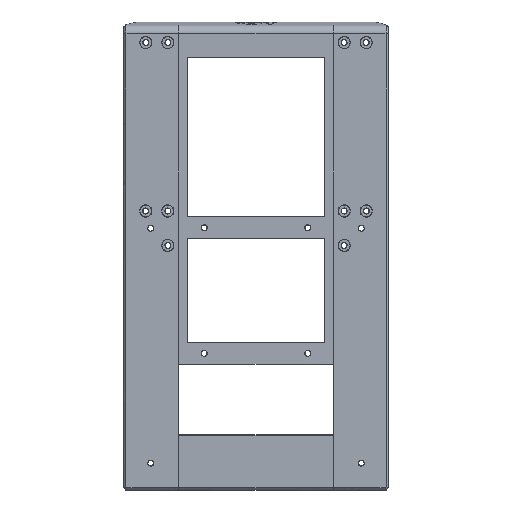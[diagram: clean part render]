
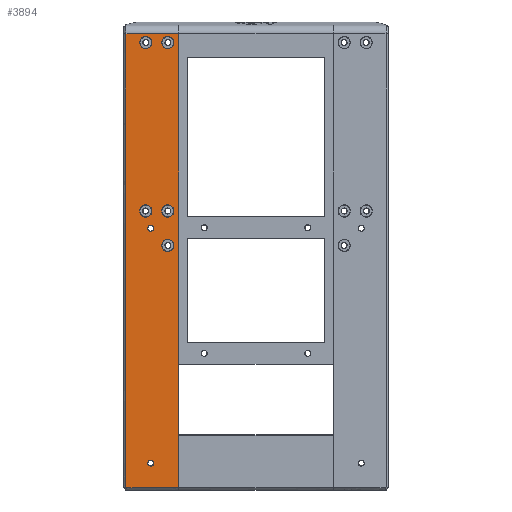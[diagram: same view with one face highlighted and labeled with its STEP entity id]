
A CAD part, top view. The second image highlights one B-rep face of the part: STEP entity #3894.
In plain terms, the highlighted planar face has unit normal (0, 0, 1).
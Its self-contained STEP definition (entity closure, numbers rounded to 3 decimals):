
#3676=CARTESIAN_POINT('',(1451.241,172.,200.344));
#3677=DIRECTION('',(0.,0.,-1.));
#3678=DIRECTION('',(-1.,0.,-0.));
#3679=AXIS2_PLACEMENT_3D('',#3676,#3677,#3678);
#3680=PLANE('',#3679);
#3681=CARTESIAN_POINT('',(1446.216,319.237,200.344));
#3682=VERTEX_POINT('',#3681);
#3683=CARTESIAN_POINT('',(1451.766,319.237,200.344));
#3684=VERTEX_POINT('',#3683);
#3685=CARTESIAN_POINT('',(1448.991,319.237,200.344));
#3686=DIRECTION('',(0.,0.,-1.));
#3687=DIRECTION('',(-1.,0.,-0.));
#3688=AXIS2_PLACEMENT_3D('',#3685,#3686,#3687);
#3689=CIRCLE('',#3688,2.775);
#3690=EDGE_CURVE('',#3682,#3684,#3689,.T.);
#3691=ORIENTED_EDGE('',*,*,#3690,.T.);
#3692=CARTESIAN_POINT('',(1448.991,319.237,200.344));
#3693=DIRECTION('',(0.,0.,-1.));
#3694=DIRECTION('',(-1.,0.,-0.));
#3695=AXIS2_PLACEMENT_3D('',#3692,#3693,#3694);
#3696=CIRCLE('',#3695,2.775);
#3697=EDGE_CURVE('',#3684,#3682,#3696,.T.);
#3698=ORIENTED_EDGE('',*,*,#3697,.T.);
#3699=EDGE_LOOP('',(#3691,#3698));
#3700=FACE_BOUND('',#3699,.T.);
#3701=CARTESIAN_POINT('',(1436.216,319.237,200.344));
#3702=VERTEX_POINT('',#3701);
#3703=CARTESIAN_POINT('',(1441.766,319.237,200.344));
#3704=VERTEX_POINT('',#3703);
#3705=CARTESIAN_POINT('',(1438.991,319.237,200.344));
#3706=DIRECTION('',(0.,0.,-1.));
#3707=DIRECTION('',(-1.,0.,-0.));
#3708=AXIS2_PLACEMENT_3D('',#3705,#3706,#3707);
#3709=CIRCLE('',#3708,2.775);
#3710=EDGE_CURVE('',#3702,#3704,#3709,.T.);
#3711=ORIENTED_EDGE('',*,*,#3710,.T.);
#3712=CARTESIAN_POINT('',(1438.991,319.237,200.344));
#3713=DIRECTION('',(0.,0.,-1.));
#3714=DIRECTION('',(-1.,0.,-0.));
#3715=AXIS2_PLACEMENT_3D('',#3712,#3713,#3714);
#3716=CIRCLE('',#3715,2.775);
#3717=EDGE_CURVE('',#3704,#3702,#3716,.T.);
#3718=ORIENTED_EDGE('',*,*,#3717,.T.);
#3719=EDGE_LOOP('',(#3711,#3718));
#3720=FACE_BOUND('',#3719,.T.);
#3721=CARTESIAN_POINT('',(1446.216,227.183,200.344));
#3722=VERTEX_POINT('',#3721);
#3723=CARTESIAN_POINT('',(1451.766,227.183,200.344));
#3724=VERTEX_POINT('',#3723);
#3725=CARTESIAN_POINT('',(1448.991,227.183,200.344));
#3726=DIRECTION('',(0.,0.,-1.));
#3727=DIRECTION('',(-1.,0.,-0.));
#3728=AXIS2_PLACEMENT_3D('',#3725,#3726,#3727);
#3729=CIRCLE('',#3728,2.775);
#3730=EDGE_CURVE('',#3722,#3724,#3729,.T.);
#3731=ORIENTED_EDGE('',*,*,#3730,.T.);
#3732=CARTESIAN_POINT('',(1448.991,227.183,200.344));
#3733=DIRECTION('',(0.,0.,-1.));
#3734=DIRECTION('',(-1.,0.,-0.));
#3735=AXIS2_PLACEMENT_3D('',#3732,#3733,#3734);
#3736=CIRCLE('',#3735,2.775);
#3737=EDGE_CURVE('',#3724,#3722,#3736,.T.);
#3738=ORIENTED_EDGE('',*,*,#3737,.T.);
#3739=EDGE_LOOP('',(#3731,#3738));
#3740=FACE_BOUND('',#3739,.T.);
#3741=CARTESIAN_POINT('',(1436.216,242.794,200.344));
#3742=VERTEX_POINT('',#3741);
#3743=CARTESIAN_POINT('',(1441.766,242.794,200.344));
#3744=VERTEX_POINT('',#3743);
#3745=CARTESIAN_POINT('',(1438.991,242.794,200.344));
#3746=DIRECTION('',(0.,0.,-1.));
#3747=DIRECTION('',(-1.,0.,-0.));
#3748=AXIS2_PLACEMENT_3D('',#3745,#3746,#3747);
#3749=CIRCLE('',#3748,2.775);
#3750=EDGE_CURVE('',#3742,#3744,#3749,.T.);
#3751=ORIENTED_EDGE('',*,*,#3750,.T.);
#3752=CARTESIAN_POINT('',(1438.991,242.794,200.344));
#3753=DIRECTION('',(0.,0.,-1.));
#3754=DIRECTION('',(-1.,0.,-0.));
#3755=AXIS2_PLACEMENT_3D('',#3752,#3753,#3754);
#3756=CIRCLE('',#3755,2.775);
#3757=EDGE_CURVE('',#3744,#3742,#3756,.T.);
#3758=ORIENTED_EDGE('',*,*,#3757,.T.);
#3759=EDGE_LOOP('',(#3751,#3758));
#3760=FACE_BOUND('',#3759,.T.);
#3761=CARTESIAN_POINT('',(1446.216,242.794,200.344));
#3762=VERTEX_POINT('',#3761);
#3763=CARTESIAN_POINT('',(1451.766,242.794,200.344));
#3764=VERTEX_POINT('',#3763);
#3765=CARTESIAN_POINT('',(1448.991,242.794,200.344));
#3766=DIRECTION('',(0.,0.,-1.));
#3767=DIRECTION('',(-1.,0.,-0.));
#3768=AXIS2_PLACEMENT_3D('',#3765,#3766,#3767);
#3769=CIRCLE('',#3768,2.775);
#3770=EDGE_CURVE('',#3762,#3764,#3769,.T.);
#3771=ORIENTED_EDGE('',*,*,#3770,.T.);
#3772=CARTESIAN_POINT('',(1448.991,242.794,200.344));
#3773=DIRECTION('',(0.,0.,-1.));
#3774=DIRECTION('',(-1.,0.,-0.));
#3775=AXIS2_PLACEMENT_3D('',#3772,#3773,#3774);
#3776=CIRCLE('',#3775,2.775);
#3777=EDGE_CURVE('',#3764,#3762,#3776,.T.);
#3778=ORIENTED_EDGE('',*,*,#3777,.T.);
#3779=EDGE_LOOP('',(#3771,#3778));
#3780=FACE_BOUND('',#3779,.T.);
#3781=CARTESIAN_POINT('',(1439.837,234.961,200.344));
#3782=VERTEX_POINT('',#3781);
#3783=CARTESIAN_POINT('',(1442.587,234.961,200.344));
#3784=VERTEX_POINT('',#3783);
#3785=CARTESIAN_POINT('',(1441.212,234.961,200.344));
#3786=DIRECTION('',(0.,0.,-1.));
#3787=DIRECTION('',(-1.,0.,-0.));
#3788=AXIS2_PLACEMENT_3D('',#3785,#3786,#3787);
#3789=CIRCLE('',#3788,1.375);
#3790=EDGE_CURVE('',#3782,#3784,#3789,.T.);
#3791=ORIENTED_EDGE('',*,*,#3790,.T.);
#3792=CARTESIAN_POINT('',(1441.212,234.961,200.344));
#3793=DIRECTION('',(0.,0.,-1.));
#3794=DIRECTION('',(-1.,0.,-0.));
#3795=AXIS2_PLACEMENT_3D('',#3792,#3793,#3794);
#3796=CIRCLE('',#3795,1.375);
#3797=EDGE_CURVE('',#3784,#3782,#3796,.T.);
#3798=ORIENTED_EDGE('',*,*,#3797,.T.);
#3799=EDGE_LOOP('',(#3791,#3798));
#3800=FACE_BOUND('',#3799,.T.);
#3801=CARTESIAN_POINT('',(1439.837,128.404,200.344));
#3802=VERTEX_POINT('',#3801);
#3803=CARTESIAN_POINT('',(1442.587,128.404,200.344));
#3804=VERTEX_POINT('',#3803);
#3805=CARTESIAN_POINT('',(1441.212,128.404,200.344));
#3806=DIRECTION('',(0.,0.,-1.));
#3807=DIRECTION('',(-1.,0.,-0.));
#3808=AXIS2_PLACEMENT_3D('',#3805,#3806,#3807);
#3809=CIRCLE('',#3808,1.375);
#3810=EDGE_CURVE('',#3802,#3804,#3809,.T.);
#3811=ORIENTED_EDGE('',*,*,#3810,.T.);
#3812=CARTESIAN_POINT('',(1441.212,128.404,200.344));
#3813=DIRECTION('',(0.,0.,-1.));
#3814=DIRECTION('',(-1.,0.,-0.));
#3815=AXIS2_PLACEMENT_3D('',#3812,#3813,#3814);
#3816=CIRCLE('',#3815,1.375);
#3817=EDGE_CURVE('',#3804,#3802,#3816,.T.);
#3818=ORIENTED_EDGE('',*,*,#3817,.T.);
#3819=EDGE_LOOP('',(#3811,#3818));
#3820=FACE_BOUND('',#3819,.T.);
#3821=CARTESIAN_POINT('',(1453.891,141.083,200.344));
#3822=VERTEX_POINT('',#3821);
#3823=CARTESIAN_POINT('',(1453.891,173.283,200.344));
#3824=VERTEX_POINT('',#3823);
#3825=CARTESIAN_POINT('',(1453.891,141.083,200.344));
#3826=DIRECTION('',(0.,1.,0.));
#3827=VECTOR('',#3826,32.2);
#3828=LINE('',#3825,#3827);
#3829=EDGE_CURVE('',#3822,#3824,#3828,.T.);
#3830=ORIENTED_EDGE('',*,*,#3829,.T.);
#3831=CARTESIAN_POINT('',(1453.991,173.283,200.344));
#3832=VERTEX_POINT('',#3831);
#3833=CARTESIAN_POINT('',(1453.891,173.283,200.344));
#3834=DIRECTION('',(1.,-0.,0.));
#3835=VECTOR('',#3834,0.1);
#3836=LINE('',#3833,#3835);
#3837=EDGE_CURVE('',#3824,#3832,#3836,.T.);
#3838=ORIENTED_EDGE('',*,*,#3837,.T.);
#3839=CARTESIAN_POINT('',(1453.991,323.175,200.344));
#3840=VERTEX_POINT('',#3839);
#3841=CARTESIAN_POINT('',(1453.991,173.283,200.344));
#3842=DIRECTION('',(0.,1.,0.));
#3843=VECTOR('',#3842,149.893);
#3844=LINE('',#3841,#3843);
#3845=EDGE_CURVE('',#3832,#3840,#3844,.T.);
#3846=ORIENTED_EDGE('',*,*,#3845,.T.);
#3847=CARTESIAN_POINT('',(1429.991,323.175,200.344));
#3848=VERTEX_POINT('',#3847);
#3849=CARTESIAN_POINT('',(1453.991,323.175,200.344));
#3850=DIRECTION('',(-1.,0.,-0.));
#3851=VECTOR('',#3850,24.);
#3852=LINE('',#3849,#3851);
#3853=EDGE_CURVE('',#3840,#3848,#3852,.T.);
#3854=ORIENTED_EDGE('',*,*,#3853,.T.);
#3855=CARTESIAN_POINT('',(1429.991,117.597,200.344));
#3856=VERTEX_POINT('',#3855);
#3857=CARTESIAN_POINT('',(1429.991,323.175,200.344));
#3858=DIRECTION('',(-0.,-1.,-0.));
#3859=VECTOR('',#3858,205.578);
#3860=LINE('',#3857,#3859);
#3861=EDGE_CURVE('',#3848,#3856,#3860,.T.);
#3862=ORIENTED_EDGE('',*,*,#3861,.T.);
#3863=CARTESIAN_POINT('',(1430.405,117.183,200.344));
#3864=VERTEX_POINT('',#3863);
#3865=CARTESIAN_POINT('',(1429.991,117.597,200.344));
#3866=CARTESIAN_POINT('',(1430.405,117.183,200.344));
#3867=B_SPLINE_CURVE_WITH_KNOTS('',1,(#3865,#3866),.UNSPECIFIED.,.F.,.F.,(2,2),(0.,1.),.UNSPECIFIED.);
#3868=EDGE_CURVE('',#3856,#3864,#3867,.T.);
#3869=ORIENTED_EDGE('',*,*,#3868,.T.);
#3870=CARTESIAN_POINT('',(1453.991,117.183,200.344));
#3871=VERTEX_POINT('',#3870);
#3872=CARTESIAN_POINT('',(1430.405,117.183,200.344));
#3873=DIRECTION('',(1.,-0.,0.));
#3874=VECTOR('',#3873,23.586);
#3875=LINE('',#3872,#3874);
#3876=EDGE_CURVE('',#3864,#3871,#3875,.T.);
#3877=ORIENTED_EDGE('',*,*,#3876,.T.);
#3878=CARTESIAN_POINT('',(1453.991,141.083,200.344));
#3879=VERTEX_POINT('',#3878);
#3880=CARTESIAN_POINT('',(1453.991,117.183,200.344));
#3881=DIRECTION('',(0.,1.,0.));
#3882=VECTOR('',#3881,23.9);
#3883=LINE('',#3880,#3882);
#3884=EDGE_CURVE('',#3871,#3879,#3883,.T.);
#3885=ORIENTED_EDGE('',*,*,#3884,.T.);
#3886=CARTESIAN_POINT('',(1453.991,141.083,200.344));
#3887=DIRECTION('',(-1.,0.,-0.));
#3888=VECTOR('',#3887,0.1);
#3889=LINE('',#3886,#3888);
#3890=EDGE_CURVE('',#3879,#3822,#3889,.T.);
#3891=ORIENTED_EDGE('',*,*,#3890,.T.);
#3892=EDGE_LOOP('',(#3830,#3838,#3846,#3854,#3862,#3869,#3877,#3885,#3891));
#3893=FACE_BOUND('',#3892,.T.);
#3894=ADVANCED_FACE('',(#3700,#3720,#3740,#3760,#3780,#3800,#3820,#3893),#3680,.F.);
